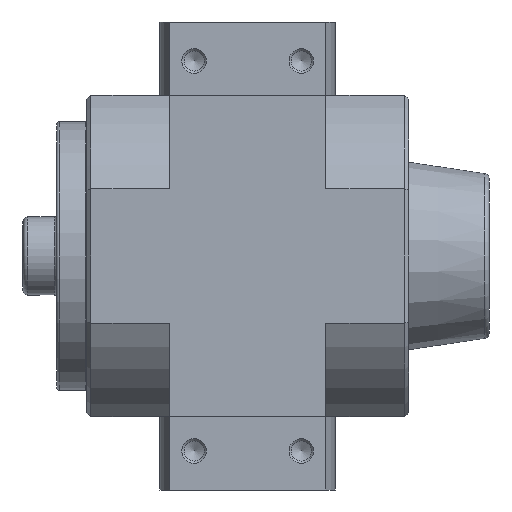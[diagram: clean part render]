
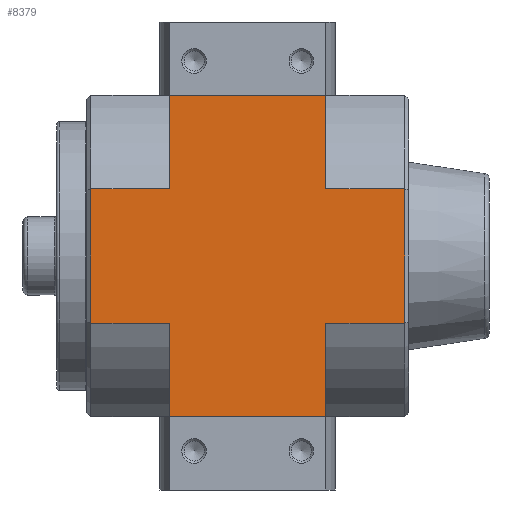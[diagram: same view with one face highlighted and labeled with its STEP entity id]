
A CAD part, left-side view. The second image highlights one B-rep face of the part: STEP entity #8379.
In plain terms, the highlighted face is planar.
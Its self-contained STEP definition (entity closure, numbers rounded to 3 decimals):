
#947=ORIENTED_EDGE('',*,*,#2671,.T.);
#948=ORIENTED_EDGE('',*,*,#2672,.F.);
#949=ORIENTED_EDGE('',*,*,#2673,.T.);
#950=ORIENTED_EDGE('',*,*,#2655,.T.);
#951=ORIENTED_EDGE('',*,*,#2674,.F.);
#952=ORIENTED_EDGE('',*,*,#2675,.F.);
#953=ORIENTED_EDGE('',*,*,#2676,.F.);
#954=ORIENTED_EDGE('',*,*,#2677,.F.);
#955=ORIENTED_EDGE('',*,*,#2678,.F.);
#956=ORIENTED_EDGE('',*,*,#2663,.T.);
#957=ORIENTED_EDGE('',*,*,#2679,.T.);
#958=ORIENTED_EDGE('',*,*,#2680,.F.);
#2655=EDGE_CURVE('',#3499,#3498,#3981,.T.);
#2663=EDGE_CURVE('',#3506,#3505,#3986,.T.);
#2671=EDGE_CURVE('',#3512,#3513,#3994,.T.);
#2672=EDGE_CURVE('',#3514,#3513,#3995,.F.);
#2673=EDGE_CURVE('',#3514,#3499,#3996,.T.);
#2674=EDGE_CURVE('',#3515,#3498,#3997,.T.);
#2675=EDGE_CURVE('',#3516,#3515,#3998,.F.);
#2676=EDGE_CURVE('',#3517,#3516,#3999,.T.);
#2677=EDGE_CURVE('',#3518,#3517,#4000,.T.);
#2678=EDGE_CURVE('',#3506,#3518,#4001,.T.);
#2679=EDGE_CURVE('',#3505,#3519,#4002,.T.);
#2680=EDGE_CURVE('',#3512,#3519,#4003,.T.);
#3498=VERTEX_POINT('',#12230);
#3499=VERTEX_POINT('',#12232);
#3505=VERTEX_POINT('',#12246);
#3506=VERTEX_POINT('',#12248);
#3512=VERTEX_POINT('',#12263);
#3513=VERTEX_POINT('',#12264);
#3514=VERTEX_POINT('',#12266);
#3515=VERTEX_POINT('',#12269);
#3516=VERTEX_POINT('',#12271);
#3517=VERTEX_POINT('',#12273);
#3518=VERTEX_POINT('',#12275);
#3519=VERTEX_POINT('',#12278);
#3981=LINE('',#12231,#4489);
#3986=LINE('',#12247,#4494);
#3994=LINE('',#12262,#4502);
#3995=LINE('',#12265,#4503);
#3996=LINE('',#12267,#4504);
#3997=LINE('',#12268,#4505);
#3998=LINE('',#12270,#4506);
#3999=LINE('',#12272,#4507);
#4000=LINE('',#12274,#4508);
#4001=LINE('',#12276,#4509);
#4002=LINE('',#12277,#4510);
#4003=LINE('',#12279,#4511);
#4489=VECTOR('',#10043,1000.);
#4494=VECTOR('',#10056,1000.);
#4502=VECTOR('',#10066,1000.);
#4503=VECTOR('',#10067,1000.);
#4504=VECTOR('',#10068,1000.);
#4505=VECTOR('',#10069,1000.);
#4506=VECTOR('',#10070,1000.);
#4507=VECTOR('',#10071,1000.);
#4508=VECTOR('',#10072,1000.);
#4509=VECTOR('',#10073,1000.);
#4510=VECTOR('',#10074,1000.);
#4511=VECTOR('',#10075,1000.);
#4964=EDGE_LOOP('',(#947,#948,#949,#950,#951,#952,#953,#954,#955,#956,#957,
#958));
#5550=FACE_BOUND('',#4964,.T.);
#6109=PLANE('',#8977);
#8379=ADVANCED_FACE('',(#5550),#6109,.T.);
#8977=AXIS2_PLACEMENT_3D('',#12261,#10064,#10065);
#10043=DIRECTION('',(0.,-1.,0.));
#10056=DIRECTION('',(0.,1.,0.));
#10064=DIRECTION('',(0.,0.,1.));
#10065=DIRECTION('',(1.,0.,0.));
#10066=DIRECTION('',(-1.,0.,0.));
#10067=DIRECTION('',(0.,-1.,0.));
#10068=DIRECTION('',(-1.,0.,0.));
#10069=DIRECTION('',(-1.,0.,0.));
#10070=DIRECTION('',(0.,-1.,0.));
#10071=DIRECTION('',(-1.,0.,0.));
#10072=DIRECTION('',(0.,-1.,0.));
#10073=DIRECTION('',(-1.,0.,0.));
#10074=DIRECTION('',(-1.,0.,0.));
#10075=DIRECTION('',(0.,-1.,0.));
#12230=CARTESIAN_POINT('',(-33.,-16.,33.));
#12231=CARTESIAN_POINT('',(-33.,32.2,33.));
#12232=CARTESIAN_POINT('',(-33.,16.,33.));
#12246=CARTESIAN_POINT('',(33.,16.,33.));
#12247=CARTESIAN_POINT('',(33.,-32.2,33.));
#12248=CARTESIAN_POINT('',(33.,-16.,33.));
#12261=CARTESIAN_POINT('',(0.,0.,33.));
#12262=CARTESIAN_POINT('',(33.,32.2,33.));
#12263=CARTESIAN_POINT('',(13.75,32.2,33.));
#12264=CARTESIAN_POINT('',(-13.75,32.2,33.));
#12265=CARTESIAN_POINT('',(-13.75,50.,33.));
#12266=CARTESIAN_POINT('',(-13.75,16.,33.));
#12267=CARTESIAN_POINT('',(0.,16.,33.));
#12268=CARTESIAN_POINT('',(0.,-16.,33.));
#12269=CARTESIAN_POINT('',(-13.75,-16.,33.));
#12270=CARTESIAN_POINT('',(-13.75,-16.,33.));
#12271=CARTESIAN_POINT('',(-13.75,-32.2,33.));
#12272=CARTESIAN_POINT('',(33.,-32.2,33.));
#12273=CARTESIAN_POINT('',(13.75,-32.2,33.));
#12274=CARTESIAN_POINT('',(13.75,-16.,33.));
#12275=CARTESIAN_POINT('',(13.75,-16.,33.));
#12276=CARTESIAN_POINT('',(0.,-16.,33.));
#12277=CARTESIAN_POINT('',(0.,16.,33.));
#12278=CARTESIAN_POINT('',(13.75,16.,33.));
#12279=CARTESIAN_POINT('',(13.75,50.,33.));
